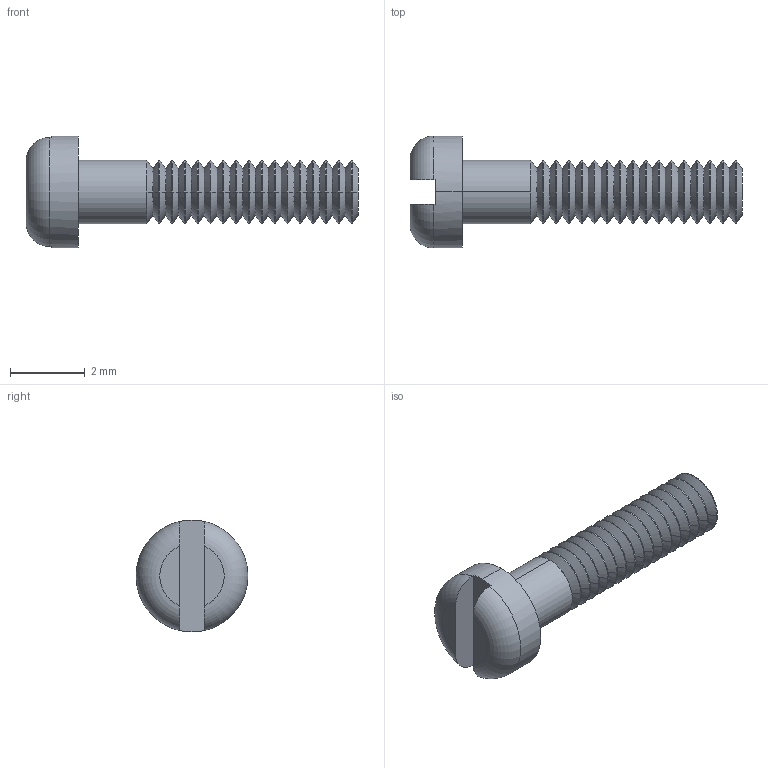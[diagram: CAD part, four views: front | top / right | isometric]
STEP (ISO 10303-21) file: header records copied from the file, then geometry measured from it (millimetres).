
FILE_DESCRIPTION (( 'STEP AP214' ), '1' );
FILE_NAME ('Slider Guide Screw (SL-PHMS 0.067-72x0.217x0.295-S).STEP', '2025-07-06T08:35:22', ( '' ), ( '' ), 'SwSTEP 2.0', 'SolidWorks 2025', '' );
FILE_SCHEMA (( 'AUTOMOTIVE_DESIGN' ));
Length unit declared in the file: inch
Products named in the file (1): Slider Guide Screw (SL-PHMS 0.067-72x0.217x0.295-S)_SL-PHMS 0.073-72x0.375x0.375-S
Bounding box: 8.9 x 3 x 3 mm (x, y, z)
Volume: 22 mm3; surface area: 81 mm2
Topology: 1 solids, 1 shells, 111 faces, 292 edges, 184 vertices
Faces by surface type: cone 66, cylinder 36, plane 7, torus 2
Entity records: 3548 total; most frequent: DIRECTION 690, CARTESIAN_POINT 616, ORIENTED_EDGE 584, EDGE_CURVE 292, AXIS2_PLACEMENT_3D 290, VERTEX_POINT 184, CIRCLE 178, EDGE_LOOP 112
